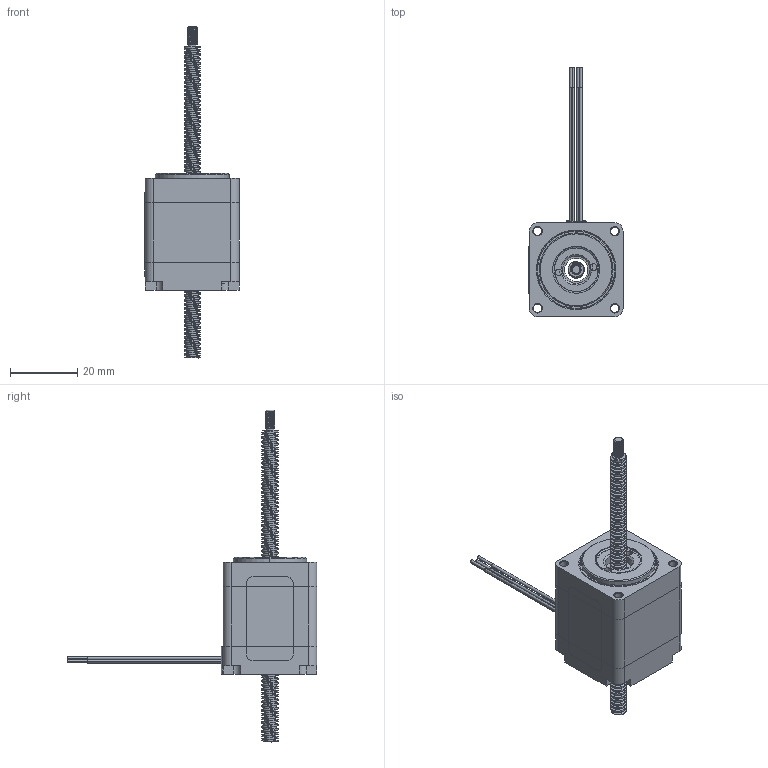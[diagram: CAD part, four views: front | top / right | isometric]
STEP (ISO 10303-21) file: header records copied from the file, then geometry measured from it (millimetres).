
FILE_DESCRIPTION (( 'STEP AP214' ), '1' );
FILE_NAME ('11N21-100.STEP', '2023-03-07T06:49:35', ( '' ), ( '' ), 'SwSTEP 2.0', 'SolidWorks 2022', '' );
FILE_SCHEMA (( 'AUTOMOTIVE_DESIGN' ));
Length unit declared in the file: millimetre
Products named in the file (18): 09-007-1（红）.STP; 09-007-4（绿白）.STP; 12-054-1 2 3(后引出线骨架）.STP; 07-009(687ZZ).STP; 12-015-1(11H2034前骨架改).STP; 01-161-2丝杆电机前盖.STP; 05-0019.STP; 02-149-1(11H2034 1A定子总成).STP; 12-053(PCB板).STP; 11N21-100.STP; 28单厚标签.STP; 10-002(调整垫).STP; 01-162-2引出线丝杆电机后盖.STP; 06-007预紧.STP; 09-007-3（绿）.STP; 11N21-100; 02-145-2（28单厚级进模定子磨削）.STP; 09-007-2（红白）.STP
Assembly tree (18 placements, depth 4):
  11N21-100
    11N21-100.STP
      02-149-1(11H2034 1A定子总成).STP
        02-145-2（28单厚级进模定子磨削）.STP
        12-015-1(11H2034前骨架改).STP
        12-053(PCB板).STP
        09-007-1（红）.STP
        09-007-2（红白）.STP
        09-007-3（绿）.STP
        09-007-4（绿白）.STP
        12-054-1 2 3(后引出线骨架）.STP
      01-162-2引出线丝杆电机后盖.STP
      07-009(687ZZ).STP  x2
      01-161-2丝杆电机前盖.STP
      10-002(调整垫).STP
      06-007预紧.STP
      05-0019.STP
      28单厚标签.STP
Bounding box: 28.1 x 74.5 x 99 mm (x, y, z)
Volume: 16673.7 mm3; surface area: 26634.4 mm2
Topology: 32 solids, 32 shells, 2195 faces, 6237 edges, 4132 vertices
Faces by surface type: cylinder 1173, plane 969, cone 47, bspline 6
Entity records: 82116 total; most frequent: CARTESIAN_POINT 23075, ORIENTED_EDGE 12450, DIRECTION 11671, EDGE_CURVE 6225, VERTEX_POINT 4124, AXIS2_PLACEMENT_3D 3990, VECTOR 3691, LINE 3691
